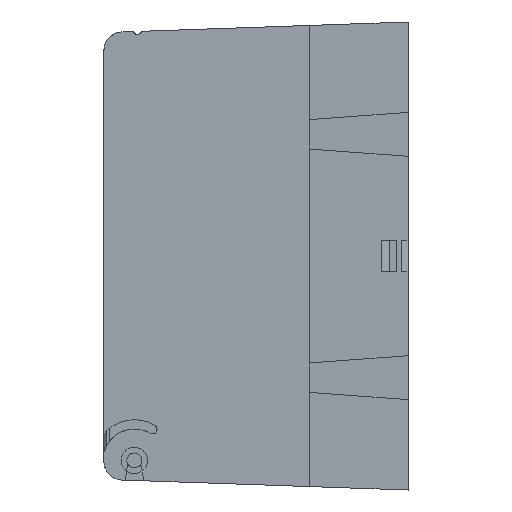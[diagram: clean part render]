
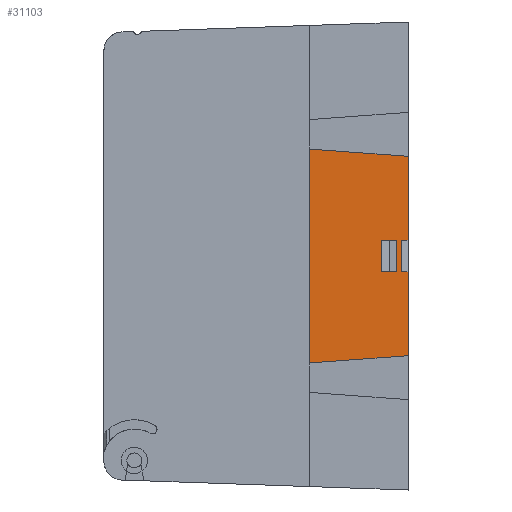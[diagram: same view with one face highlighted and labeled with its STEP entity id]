
A CAD part, left-side view. The second image highlights one B-rep face of the part: STEP entity #31103.
In plain terms, the highlighted planar face has unit normal (1, 0, 0).
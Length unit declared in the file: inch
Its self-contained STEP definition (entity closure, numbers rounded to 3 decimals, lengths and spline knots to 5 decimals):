
#534 = CARTESIAN_POINT ( 'NONE',  ( -4.3542, -1.8, 1.065 ) ) ;
#706 = VECTOR ( 'NONE', #9574, 39.37008 ) ;
#1044 = EDGE_CURVE ( 'NONE', #6154, #12420, #26529, .T. ) ;
#1410 = CARTESIAN_POINT ( 'NONE',  ( -4.3542, -1.5184, 0.17 ) ) ;
#2448 = DIRECTION ( 'NONE',  ( 0., 0., -1. ) ) ;
#3255 = VECTOR ( 'NONE', #33941, 39.37008 ) ;
#3426 = LINE ( 'NONE', #39210, #53446 ) ;
#4119 = DIRECTION ( 'NONE',  ( 0., 0., 1. ) ) ;
#4757 = LINE ( 'NONE', #27044, #53266 ) ;
#4780 = EDGE_CURVE ( 'NONE', #6153, #42123, #38659, .T. ) ;
#4801 = EDGE_CURVE ( 'NONE', #52736, #48139, #37114, .T. ) ;
#5920 = ORIENTED_EDGE ( 'NONE', *, *, #21130, .F. ) ;
#6153 = VERTEX_POINT ( 'NONE', #49594 ) ;
#6154 = VERTEX_POINT ( 'NONE', #49377 ) ;
#6644 = CARTESIAN_POINT ( 'NONE',  ( -4.3542, -1.68, -0.17 ) ) ;
#7001 = CARTESIAN_POINT ( 'NONE',  ( -4.3542, -0.75, 0.17 ) ) ;
#7498 = ORIENTED_EDGE ( 'NONE', *, *, #4801, .F. ) ;
#7886 = CARTESIAN_POINT ( 'NONE',  ( -4.3542, -0.75, -0.17 ) ) ;
#8044 = EDGE_CURVE ( 'NONE', #25459, #6154, #4757, .T. ) ;
#8805 = VECTOR ( 'NONE', #28203, 39.37008 ) ;
#9574 = DIRECTION ( 'NONE',  ( 0., 0.997, 0.074 ) ) ;
#9761 = EDGE_CURVE ( 'NONE', #42123, #25459, #34776, .T. ) ;
#10567 = DIRECTION ( 'NONE',  ( 0., -1., 0. ) ) ;
#11059 = CARTESIAN_POINT ( 'NONE',  ( -4.3542, -0.75, 0.17 ) ) ;
#11968 = DIRECTION ( 'NONE',  ( 0., -1., 0. ) ) ;
#12392 = VECTOR ( 'NONE', #11968, 39.37008 ) ;
#12420 = VERTEX_POINT ( 'NONE', #61932 ) ;
#13591 = ORIENTED_EDGE ( 'NONE', *, *, #36439, .F. ) ;
#13923 = LINE ( 'NONE', #7001, #12392 ) ;
#15204 = CARTESIAN_POINT ( 'NONE',  ( -4.3542, -1.73, -2.21333 ) ) ;
#15332 = DIRECTION ( 'NONE',  ( 0., 0., 1. ) ) ;
#17706 = LINE ( 'NONE', #29105, #3255 ) ;
#17949 = EDGE_LOOP ( 'NONE', ( #41468, #7498, #13591, #5920, #41247, #38175, #56361, #29531 ) ) ;
#18205 = CARTESIAN_POINT ( 'NONE',  ( -4.3542, -0.75, -0.17 ) ) ;
#18921 = EDGE_CURVE ( 'NONE', #51842, #29003, #33694, .T. ) ;
#21130 = EDGE_CURVE ( 'NONE', #12420, #49100, #3426, .T. ) ;
#21806 = LINE ( 'NONE', #18205, #46098 ) ;
#21898 = VECTOR ( 'NONE', #10567, 39.37008 ) ;
#23656 = CARTESIAN_POINT ( 'NONE',  ( -4.3542, -1.5184, -2.21333 ) ) ;
#25459 = VERTEX_POINT ( 'NONE', #56087 ) ;
#25566 = DIRECTION ( 'NONE',  ( 0., 0., 1. ) ) ;
#25748 = VECTOR ( 'NONE', #25566, 39.37008 ) ;
#25884 = EDGE_CURVE ( 'NONE', #48139, #6153, #21806, .T. ) ;
#26409 = ORIENTED_EDGE ( 'NONE', *, *, #38803, .F. ) ;
#26529 = LINE ( 'NONE', #534, #706 ) ;
#26756 = DIRECTION ( 'NONE',  ( 0., 0., 1. ) ) ;
#27044 = CARTESIAN_POINT ( 'NONE',  ( -4.3542, -1.8, -2.25 ) ) ;
#27935 = PLANE ( 'NONE',  #41442 ) ;
#28004 = EDGE_LOOP ( 'NONE', ( #39750, #26409, #58008, #60298 ) ) ;
#28203 = DIRECTION ( 'NONE',  ( 0., -0.997, 0.074 ) ) ;
#29003 = VERTEX_POINT ( 'NONE', #1410 ) ;
#29005 = FACE_BOUND ( 'NONE', #28004, .T. ) ;
#29105 = CARTESIAN_POINT ( 'NONE',  ( -4.3542, -1.68, -2.21333 ) ) ;
#29531 = ORIENTED_EDGE ( 'NONE', *, *, #4780, .F. ) ;
#31103 = ADVANCED_FACE ( 'NONE', ( #29005, #40271 ), #27935, .F. ) ;
#31143 = DIRECTION ( 'NONE',  ( 0., 0., 1. ) ) ;
#31762 = CARTESIAN_POINT ( 'NONE',  ( -4.3542, -1.68, 0.17 ) ) ;
#33210 = DIRECTION ( 'NONE',  ( -1., 0., 0. ) ) ;
#33694 = LINE ( 'NONE', #23656, #45062 ) ;
#33941 = DIRECTION ( 'NONE',  ( 0., 0., -1. ) ) ;
#34331 = EDGE_CURVE ( 'NONE', #29003, #40944, #13923, .T. ) ;
#34776 = LINE ( 'NONE', #11059, #21898 ) ;
#36439 = EDGE_CURVE ( 'NONE', #49100, #52736, #40634, .T. ) ;
#37114 = LINE ( 'NONE', #62674, #25748 ) ;
#38175 = ORIENTED_EDGE ( 'NONE', *, *, #8044, .F. ) ;
#38659 = LINE ( 'NONE', #15204, #49995 ) ;
#38803 = EDGE_CURVE ( 'NONE', #40944, #61187, #17706, .T. ) ;
#38822 = CARTESIAN_POINT ( 'NONE',  ( -4.3542, -1.8, -1.065 ) ) ;
#39210 = CARTESIAN_POINT ( 'NONE',  ( -4.3542, -0.75, -4.87979 ) ) ;
#39750 = ORIENTED_EDGE ( 'NONE', *, *, #43287, .F. ) ;
#40271 = FACE_OUTER_BOUND ( 'NONE', #17949, .T. ) ;
#40634 = LINE ( 'NONE', #52292, #8805 ) ;
#40944 = VERTEX_POINT ( 'NONE', #31762 ) ;
#41247 = ORIENTED_EDGE ( 'NONE', *, *, #1044, .F. ) ;
#41442 = AXIS2_PLACEMENT_3D ( 'NONE', #62147, #33210, #4119 ) ;
#41468 = ORIENTED_EDGE ( 'NONE', *, *, #25884, .F. ) ;
#42123 = VERTEX_POINT ( 'NONE', #44370 ) ;
#43287 = EDGE_CURVE ( 'NONE', #61187, #51842, #44849, .T. ) ;
#43733 = CARTESIAN_POINT ( 'NONE',  ( -4.3542, -1.8, -0.17 ) ) ;
#44370 = CARTESIAN_POINT ( 'NONE',  ( -4.3542, -1.73, 0.17 ) ) ;
#44849 = LINE ( 'NONE', #7886, #57628 ) ;
#45062 = VECTOR ( 'NONE', #31143, 39.37008 ) ;
#46098 = VECTOR ( 'NONE', #61777, 39.37008 ) ;
#48139 = VERTEX_POINT ( 'NONE', #43733 ) ;
#48908 = CARTESIAN_POINT ( 'NONE',  ( -4.3542, -1.5184, -0.17 ) ) ;
#49100 = VERTEX_POINT ( 'NONE', #61724 ) ;
#49377 = CARTESIAN_POINT ( 'NONE',  ( -4.3542, -1.8, 1.065 ) ) ;
#49594 = CARTESIAN_POINT ( 'NONE',  ( -4.3542, -1.73, -0.17 ) ) ;
#49995 = VECTOR ( 'NONE', #15332, 39.37008 ) ;
#51780 = DIRECTION ( 'NONE',  ( 0., 1., 0. ) ) ;
#51842 = VERTEX_POINT ( 'NONE', #48908 ) ;
#52292 = CARTESIAN_POINT ( 'NONE',  ( -4.3542, -0.75, -1.14282 ) ) ;
#52736 = VERTEX_POINT ( 'NONE', #38822 ) ;
#53266 = VECTOR ( 'NONE', #26756, 39.37008 ) ;
#53446 = VECTOR ( 'NONE', #2448, 39.37008 ) ;
#56087 = CARTESIAN_POINT ( 'NONE',  ( -4.3542, -1.8, 0.17 ) ) ;
#56361 = ORIENTED_EDGE ( 'NONE', *, *, #9761, .F. ) ;
#57628 = VECTOR ( 'NONE', #51780, 39.37008 ) ;
#58008 = ORIENTED_EDGE ( 'NONE', *, *, #34331, .F. ) ;
#60298 = ORIENTED_EDGE ( 'NONE', *, *, #18921, .F. ) ;
#61187 = VERTEX_POINT ( 'NONE', #6644 ) ;
#61724 = CARTESIAN_POINT ( 'NONE',  ( -4.3542, -0.75, -1.14282 ) ) ;
#61777 = DIRECTION ( 'NONE',  ( 0., 1., 0. ) ) ;
#61932 = CARTESIAN_POINT ( 'NONE',  ( -4.3542, -0.75, 1.14282 ) ) ;
#62147 = CARTESIAN_POINT ( 'NONE',  ( -4.3542, -0.75, -2.21333 ) ) ;
#62674 = CARTESIAN_POINT ( 'NONE',  ( -4.3542, -1.8, -2.25 ) ) ;
